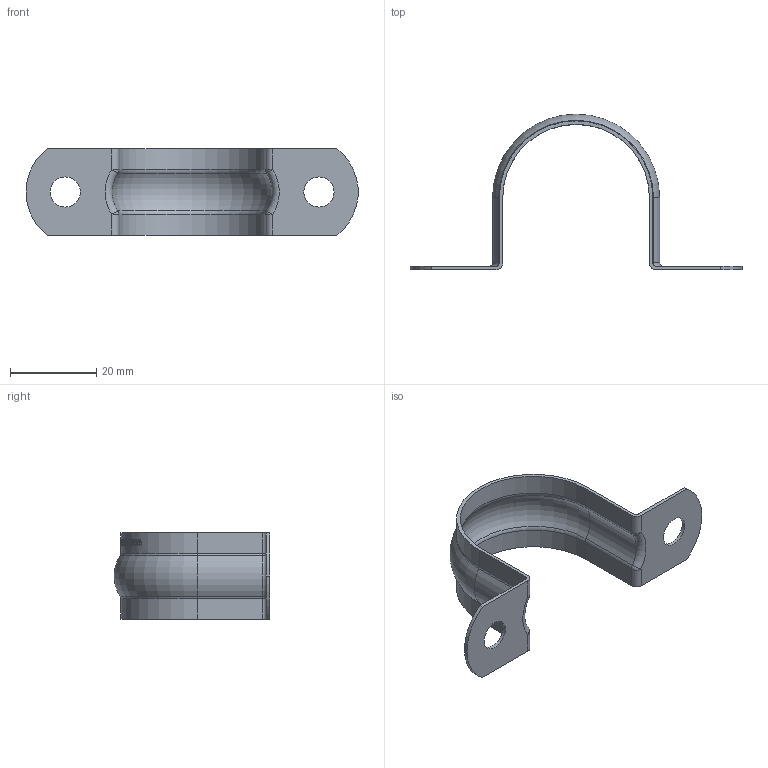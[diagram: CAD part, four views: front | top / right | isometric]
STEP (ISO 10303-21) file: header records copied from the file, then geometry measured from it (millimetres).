
FILE_DESCRIPTION (( 'STEP AP214' ), '1' );
FILE_NAME ('05943-Tube Saddle 316 Stainless Steel 34mm.STEP', '2018-12-10T20:10:09', ( '' ), ( '' ), 'SwSTEP 2.0', 'SolidWorks 2018', '' );
FILE_SCHEMA (( 'AUTOMOTIVE_DESIGN' ));
Length unit declared in the file: millimetre
Products named in the file (2): 05943-Tube Saddle 316 Stainless Steel 34mm
Bounding box: 76.96 x 36.07 x 20 mm (x, y, z)
Volume: 1994.7 mm3; surface area: 5298 mm2
Topology: 1 solids, 1 shells, 334 faces, 882 edges, 572 vertices
Faces by surface type: bspline 200, plane 59, cylinder 57, torus 10, sphere 8
Entity records: 25007 total; most frequent: CARTESIAN_POINT 18706, ORIENTED_EDGE 1756, EDGE_CURVE 878, B_SPLINE_CURVE_WITH_KNOTS 735, VERTEX_POINT 572, DIRECTION 493, EDGE_LOOP 364, ADVANCED_FACE 334
